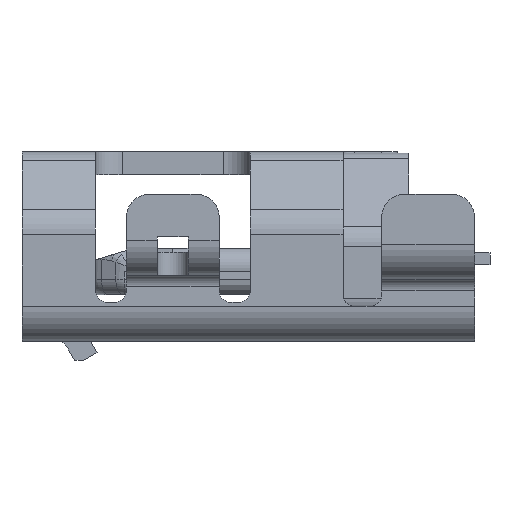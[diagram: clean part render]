
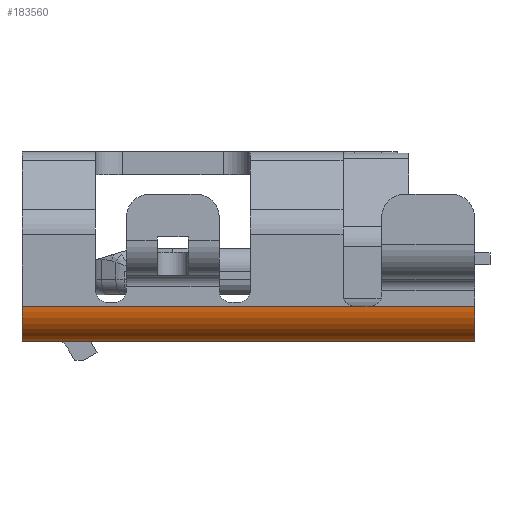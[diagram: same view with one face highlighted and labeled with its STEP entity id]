
A CAD part, left-side view. The second image highlights one B-rep face of the part: STEP entity #183560.
In plain terms, the highlighted cylindrical face has radius 0.45 mm (diameter 0.9 mm), a partial arc.
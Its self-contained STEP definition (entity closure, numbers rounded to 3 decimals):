
#183070=CARTESIAN_POINT('',(-3.3,-0.6,-0.765));
#183080=DIRECTION('',(0.,-1.,0.));
#183090=DIRECTION('',(-1.,0.,0.));
#183100=AXIS2_PLACEMENT_3D('',#183070,#183080,#183090);
#183110=CYLINDRICAL_SURFACE('',#183100,0.45);
#183120=CARTESIAN_POINT('',(-3.75,-0.6,-0.765));
#183130=DIRECTION('',(0.,-1.,0.));
#183140=VECTOR('',#183130,1.);
#183150=LINE('',#183120,#183140);
#183160=CARTESIAN_POINT('',(-3.75,0.95,-0.765));
#183170=VERTEX_POINT('',#183160);
#183180=CARTESIAN_POINT('',(-3.75,0.75,-0.765));
#183190=VERTEX_POINT('',#183180);
#183200=EDGE_CURVE('',#183170,#183190,#183150,.T.);
#183210=ORIENTED_EDGE('',*,*,#183200,.F.);
#183220=CARTESIAN_POINT('',(-3.75,-0.6,-0.765));
#183230=VERTEX_POINT('',#183220);
#183240=EDGE_CURVE('',#183190,#183230,#183150,.T.);
#183250=ORIENTED_EDGE('',*,*,#183240,.F.);
#183260=CARTESIAN_POINT('',(-3.3,-0.6,-0.765));
#183270=DIRECTION('',(0.,-1.,0.));
#183280=DIRECTION('',(-1.,0.,0.));
#183290=AXIS2_PLACEMENT_3D('',#183260,#183270,#183280);
#183300=CIRCLE('',#183290,0.45);
#183310=CARTESIAN_POINT('',(-3.3,-0.6,-1.215));
#183320=VERTEX_POINT('',#183310);
#183330=EDGE_CURVE('',#183230,#183320,#183300,.T.);
#183340=ORIENTED_EDGE('',*,*,#183330,.F.);
#183350=CARTESIAN_POINT('',(-3.3,-0.6,-1.215));
#183360=DIRECTION('',(0.,1.,-0.));
#183370=VECTOR('',#183360,5.85);
#183380=LINE('',#183350,#183370);
#183390=CARTESIAN_POINT('',(-3.3,5.25,-1.215));
#183400=VERTEX_POINT('',#183390);
#183410=EDGE_CURVE('',#183320,#183400,#183380,.T.);
#183420=ORIENTED_EDGE('',*,*,#183410,.F.);
#183430=CARTESIAN_POINT('',(-3.3,5.25,-0.765));
#183440=DIRECTION('',(0.,-1.,0.));
#183450=DIRECTION('',(-1.,0.,0.));
#183460=AXIS2_PLACEMENT_3D('',#183430,#183440,#183450);
#183470=CIRCLE('',#183460,0.45);
#183480=CARTESIAN_POINT('',(-3.75,5.25,-0.765));
#183490=VERTEX_POINT('',#183480);
#183500=EDGE_CURVE('',#183490,#183400,#183470,.T.);
#183510=ORIENTED_EDGE('',*,*,#183500,.T.);
#183520=EDGE_CURVE('',#183490,#183170,#183150,.T.);
#183530=ORIENTED_EDGE('',*,*,#183520,.F.);
#183540=EDGE_LOOP('',(#183530,#183510,#183420,#183340,#183250,#183210));
#183550=FACE_OUTER_BOUND('',#183540,.T.);
#183560=ADVANCED_FACE('',(#183550),#183110,.T.);
